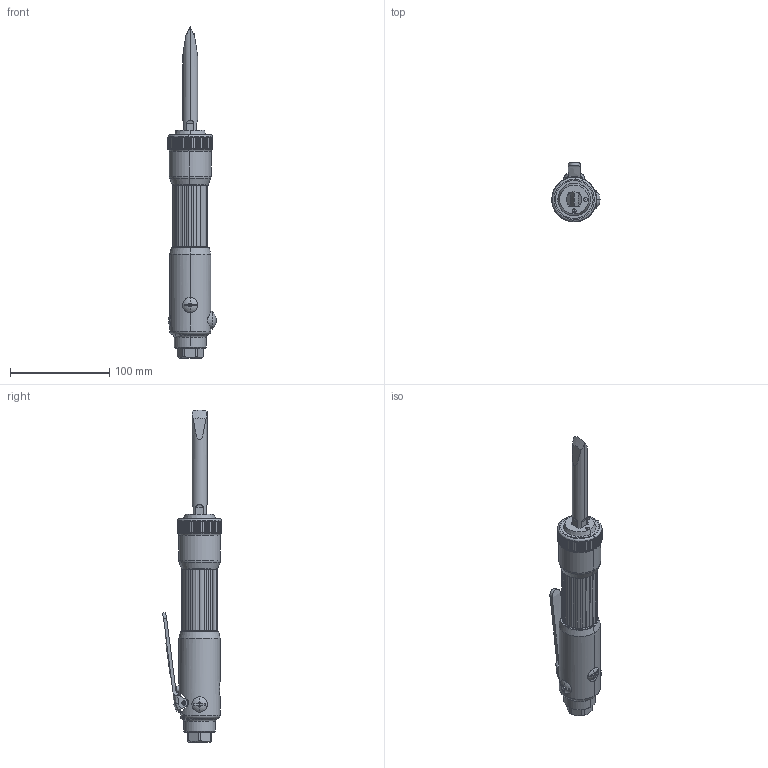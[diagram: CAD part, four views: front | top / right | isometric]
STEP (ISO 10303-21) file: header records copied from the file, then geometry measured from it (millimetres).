
FILE_DESCRIPTION((''),'2;1');
FILE_NAME('TMP13658_SW','2012-01-09T',('tooextcsr'),(''),'PRO/ENGINEER BY PARAMETRIC TECHNOLOGY CORPORATION, 2008310','PRO/ENGINEER BY PARAMETRIC TECHNOLOGY CORPORATION, 2008310','');
FILE_SCHEMA(('CONFIG_CONTROL_DESIGN', 'GEOMETRIC_VALIDATION_PROPERTIES_MIM'));
Length unit declared in the file: millimetre
Products named in the file (1): TMP13658_SW
Bounding box: 48.65 x 60.26 x 334 mm (x, y, z)
Surface area: 42089.2 mm2 (no closed solid volume)
Topology: 0 solids, 18 shells, 277 faces, 1140 edges, 863 vertices
Faces by surface type: cylinder 159, plane 71, cone 22, torus 12, bspline 7, sphere 6
Entity records: 15340 total; most frequent: CARTESIAN_POINT 4228, DIRECTION 1922, ORIENTED_EDGE 1559, EDGE_CURVE 1138, VERTEX_POINT 863, AXIS2_PLACEMENT_3D 761, CIRCLE 491, VECTOR 400
